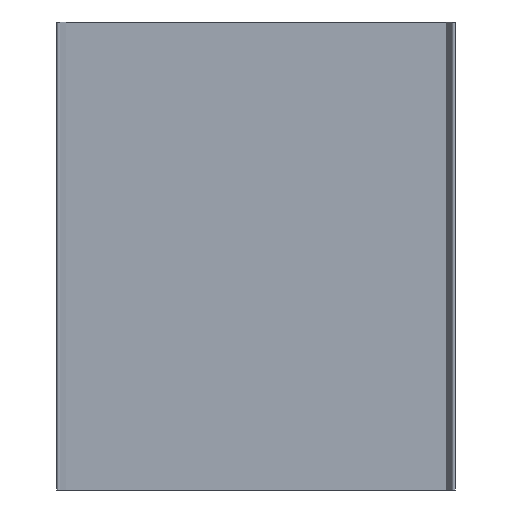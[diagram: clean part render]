
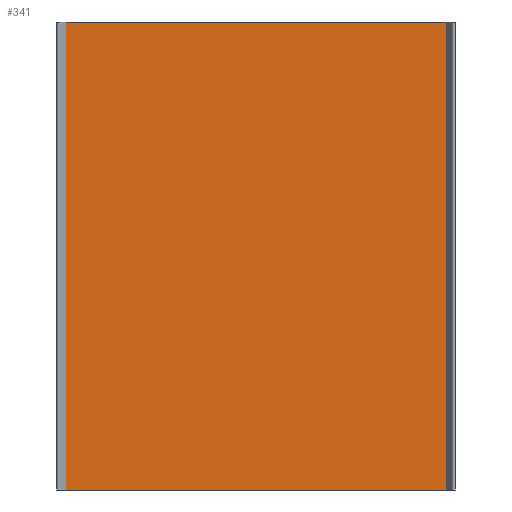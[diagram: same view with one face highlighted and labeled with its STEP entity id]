
A CAD part, front view. The second image highlights one B-rep face of the part: STEP entity #341.
In plain terms, the highlighted planar face has unit normal (0, -1, 0).
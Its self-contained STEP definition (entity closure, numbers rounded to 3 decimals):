
#32 = VERTEX_POINT ( 'NONE', #273 ) ;
#48 = CARTESIAN_POINT ( 'NONE',  ( 11.014, 84.438, 0. ) ) ;
#62 = VERTEX_POINT ( 'NONE', #654 ) ;
#63 = ORIENTED_EDGE ( 'NONE', *, *, #115, .T. ) ;
#95 = LINE ( 'NONE', #568, #412 ) ;
#96 = DIRECTION ( 'NONE',  ( 0., -1., 0. ) ) ;
#100 = LINE ( 'NONE', #646, #643 ) ;
#115 = EDGE_CURVE ( 'NONE', #426, #32, #95, .T. ) ;
#120 = CARTESIAN_POINT ( 'NONE',  ( 93.764, 84.438, 0. ) ) ;
#126 = DIRECTION ( 'NONE',  ( 1., 0., 0. ) ) ;
#159 = EDGE_CURVE ( 'NONE', #369, #62, #100, .T. ) ;
#174 = CARTESIAN_POINT ( 'NONE',  ( 176.514, 84.438, 0. ) ) ;
#218 = AXIS2_PLACEMENT_3D ( 'NONE', #120, #96, #391 ) ;
#232 = FACE_OUTER_BOUND ( 'NONE', #375, .T. ) ;
#267 = CARTESIAN_POINT ( 'NONE',  ( 11.014, 84.438, 200. ) ) ;
#272 = ORIENTED_EDGE ( 'NONE', *, *, #303, .T. ) ;
#273 = CARTESIAN_POINT ( 'NONE',  ( 176.514, 84.438, 0. ) ) ;
#303 = EDGE_CURVE ( 'NONE', #32, #62, #497, .T. ) ;
#336 = DIRECTION ( 'NONE',  ( 0., 0., -1. ) ) ;
#341 = ADVANCED_FACE ( 'NONE', ( #232 ), #437, .T. ) ;
#369 = VERTEX_POINT ( 'NONE', #267 ) ;
#375 = EDGE_LOOP ( 'NONE', ( #641, #541, #63, #272 ) ) ;
#391 = DIRECTION ( 'NONE',  ( 0., 0., -1. ) ) ;
#412 = VECTOR ( 'NONE', #126, 1000. ) ;
#426 = VERTEX_POINT ( 'NONE', #532 ) ;
#437 = PLANE ( 'NONE',  #218 ) ;
#438 = VECTOR ( 'NONE', #336, 1000. ) ;
#446 = VECTOR ( 'NONE', #550, 1000. ) ;
#497 = LINE ( 'NONE', #174, #446 ) ;
#515 = EDGE_CURVE ( 'NONE', #369, #426, #586, .T. ) ;
#532 = CARTESIAN_POINT ( 'NONE',  ( 11.014, 84.438, 0. ) ) ;
#541 = ORIENTED_EDGE ( 'NONE', *, *, #515, .T. ) ;
#550 = DIRECTION ( 'NONE',  ( 0., 0., 1. ) ) ;
#567 = DIRECTION ( 'NONE',  ( 1., 0., 0. ) ) ;
#568 = CARTESIAN_POINT ( 'NONE',  ( 0., 84.438, 0. ) ) ;
#586 = LINE ( 'NONE', #48, #438 ) ;
#641 = ORIENTED_EDGE ( 'NONE', *, *, #159, .F. ) ;
#643 = VECTOR ( 'NONE', #567, 1000. ) ;
#646 = CARTESIAN_POINT ( 'NONE',  ( 0., 84.438, 200. ) ) ;
#654 = CARTESIAN_POINT ( 'NONE',  ( 176.514, 84.438, 200. ) ) ;
